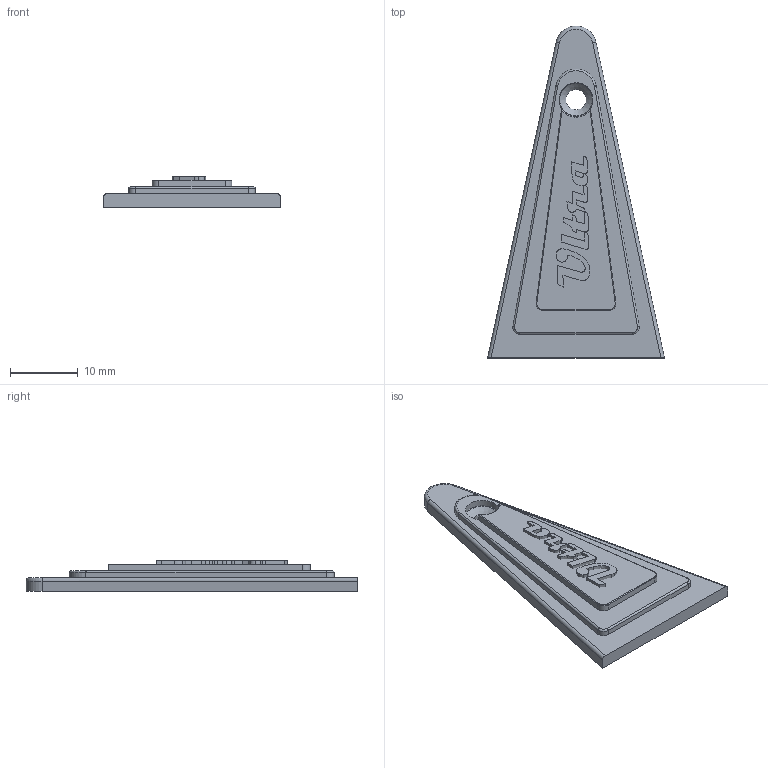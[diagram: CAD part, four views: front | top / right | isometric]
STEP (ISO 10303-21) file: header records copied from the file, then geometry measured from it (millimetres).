
FILE_DESCRIPTION(('FreeCAD Model'),'2;1');
FILE_NAME('Open CASCADE Shape Model','2024-08-23T00:08:32',('Author'),( ''),'Open CASCADE STEP processor 7.6','FreeCAD','Unknown');
FILE_SCHEMA(('AUTOMOTIVE_DESIGN { 1 0 10303 214 1 1 1 1 }'));
Length unit declared in the file: millimetre
Products named in the file (3): Truss_Rod_Cover; Chamfer; Extrude
Assembly tree (2 placements, depth 2):
  Truss_Rod_Cover
    Chamfer
    Extrude
Bounding box: 26 x 48.83 x 4.5 mm (x, y, z)
Volume: 2265.7 mm3; surface area: 2257.8 mm2
Topology: 6 solids, 6 shells, 132 faces, 339 edges, 221 vertices
Faces by surface type: plane 62, extrusion 46, cylinder 16, torus 7, cone 1
Full cylindrical faces by diameter (mm): 3 x1, 5 x1
Entity records: 4179 total; most frequent: CARTESIAN_POINT 1015, ORIENTED_EDGE 678, DIRECTION 509, EDGE_CURVE 339, VECTOR 251, VERTEX_POINT 221, LINE 205, B_SPLINE_CURVE_WITH_KNOTS 140
